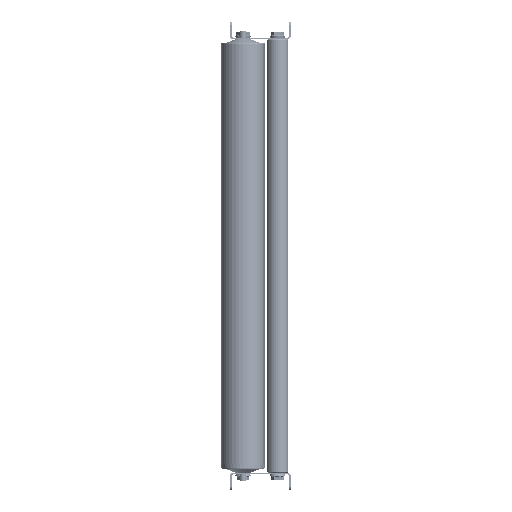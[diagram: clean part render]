
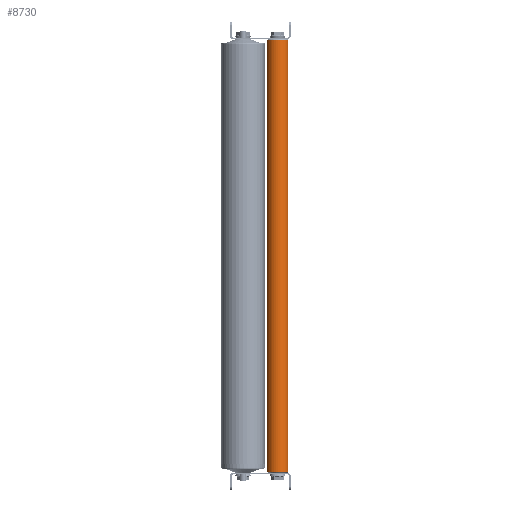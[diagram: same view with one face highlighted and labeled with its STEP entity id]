
A CAD part, left-side view. The second image highlights one B-rep face of the part: STEP entity #8730.
In plain terms, the highlighted cylindrical face has radius 12.5 mm (diameter 25 mm), a partial arc.
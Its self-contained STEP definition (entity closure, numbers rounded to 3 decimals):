
#101 = DIRECTION ( 'NONE',  ( -1., 0., 0. ) ) ;
#5946 = VECTOR ( 'NONE', #23235, 1000. ) ;
#7500 = ORIENTED_EDGE ( 'NONE', *, *, #21818, .T. ) ;
#8556 = EDGE_LOOP ( 'NONE', ( #21335, #7500, #31698, #27714 ) ) ;
#8637 = CARTESIAN_POINT ( 'NONE',  ( 1., 0., -12.5 ) ) ;
#8730 = ADVANCED_FACE ( 'NONE', ( #63905 ), #8945, .T. ) ;
#8945 = CYLINDRICAL_SURFACE ( 'NONE', #55664, 12.5 ) ;
#12932 = DIRECTION ( 'NONE',  ( 1., 0., 0. ) ) ;
#15322 = DIRECTION ( 'NONE',  ( 0., 0., -1. ) ) ;
#17360 = CARTESIAN_POINT ( 'NONE',  ( 500., 0., 12.5 ) ) ;
#19257 = CARTESIAN_POINT ( 'NONE',  ( 499., 0., 12.5 ) ) ;
#20572 = VECTOR ( 'NONE', #57235, 1000. ) ;
#20868 = EDGE_CURVE ( 'NONE', #53687, #21745, #55912, .T. ) ;
#21335 = ORIENTED_EDGE ( 'NONE', *, *, #43887, .T. ) ;
#21745 = VERTEX_POINT ( 'NONE', #32052 ) ;
#21818 = EDGE_CURVE ( 'NONE', #28993, #53687, #37329, .T. ) ;
#22409 = CARTESIAN_POINT ( 'NONE',  ( 1., 0., 0. ) ) ;
#23235 = DIRECTION ( 'NONE',  ( -1., 0., 0. ) ) ;
#24249 = VERTEX_POINT ( 'NONE', #19257 ) ;
#27711 = AXIS2_PLACEMENT_3D ( 'NONE', #22409, #12932, #33186 ) ;
#27714 = ORIENTED_EDGE ( 'NONE', *, *, #38792, .F. ) ;
#28993 = VERTEX_POINT ( 'NONE', #57092 ) ;
#31698 = ORIENTED_EDGE ( 'NONE', *, *, #20868, .T. ) ;
#32047 = LINE ( 'NONE', #17360, #5946 ) ;
#32052 = CARTESIAN_POINT ( 'NONE',  ( 1., 0., 12.5 ) ) ;
#33186 = DIRECTION ( 'NONE',  ( 0., 0., -1. ) ) ;
#37329 = LINE ( 'NONE', #62830, #20572 ) ;
#38792 = EDGE_CURVE ( 'NONE', #24249, #21745, #32047, .T. ) ;
#39379 = CARTESIAN_POINT ( 'NONE',  ( 500., 0., 0. ) ) ;
#43887 = EDGE_CURVE ( 'NONE', #24249, #28993, #48339, .T. ) ;
#48339 = CIRCLE ( 'NONE', #52479, 12.5 ) ;
#49651 = CARTESIAN_POINT ( 'NONE',  ( 499., 0., 0. ) ) ;
#52479 = AXIS2_PLACEMENT_3D ( 'NONE', #49651, #64380, #15322 ) ;
#53687 = VERTEX_POINT ( 'NONE', #8637 ) ;
#54041 = DIRECTION ( 'NONE',  ( 0., 0., 1. ) ) ;
#55664 = AXIS2_PLACEMENT_3D ( 'NONE', #39379, #101, #54041 ) ;
#55912 = CIRCLE ( 'NONE', #27711, 12.5 ) ;
#57092 = CARTESIAN_POINT ( 'NONE',  ( 499., 0., -12.5 ) ) ;
#57235 = DIRECTION ( 'NONE',  ( -1., 0., 0. ) ) ;
#62830 = CARTESIAN_POINT ( 'NONE',  ( 500., 0., -12.5 ) ) ;
#63905 = FACE_OUTER_BOUND ( 'NONE', #8556, .T. ) ;
#64380 = DIRECTION ( 'NONE',  ( -1., 0., 0. ) ) ;
